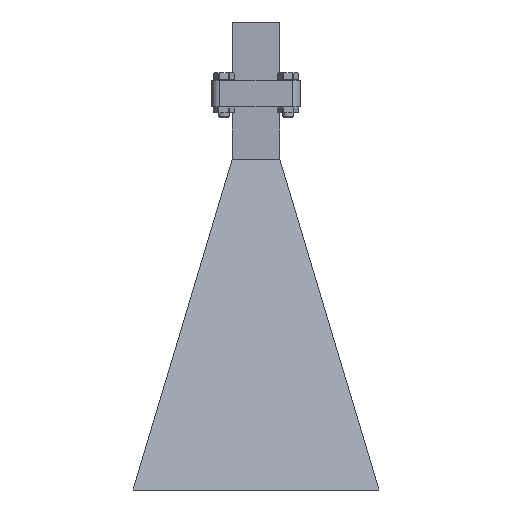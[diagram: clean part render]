
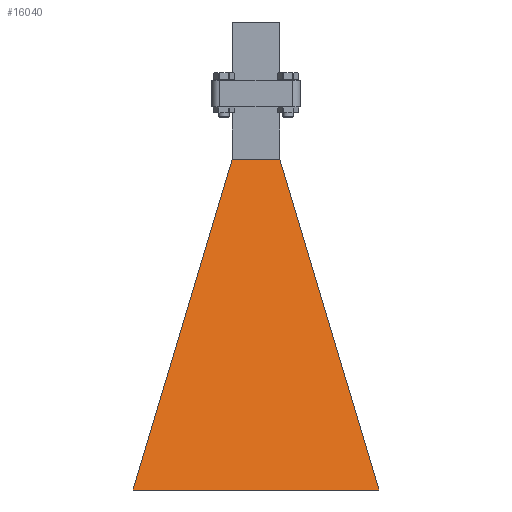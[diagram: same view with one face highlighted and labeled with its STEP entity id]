
A CAD part, front view. The second image highlights one B-rep face of the part: STEP entity #16040.
In plain terms, the highlighted planar face has unit normal (0, -0.971, 0.241).
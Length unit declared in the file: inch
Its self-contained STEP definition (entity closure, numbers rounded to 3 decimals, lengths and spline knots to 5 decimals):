
#841 = EDGE_LOOP ( 'NONE', ( #12482, #12885, #1308, #5852 ) ) ;
#916 = CARTESIAN_POINT ( 'NONE',  ( -1.83071, -1.41732, -5.90551 ) ) ;
#1308 = ORIENTED_EDGE ( 'NONE', *, *, #11502, .T. ) ;
#2836 = DIRECTION ( 'NONE',  ( 1., 0., 0. ) ) ;
#3300 = CARTESIAN_POINT ( 'NONE',  ( -1.83071, -1.41732, -5.90551 ) ) ;
#3504 = LINE ( 'NONE', #20935, #10467 ) ;
#5124 = LINE ( 'NONE', #12014, #7622 ) ;
#5852 = ORIENTED_EDGE ( 'NONE', *, *, #12720, .F. ) ;
#6451 = LINE ( 'NONE', #916, #13109 ) ;
#6783 = DIRECTION ( 'NONE',  ( 1., 0., 0. ) ) ;
#7060 = LINE ( 'NONE', #17128, #11087 ) ;
#7622 = VECTOR ( 'NONE', #12125, 39.37008 ) ;
#8534 = PLANE ( 'NONE',  #11617 ) ;
#8641 = DIRECTION ( 'NONE',  ( -0.28, 0.231, 0.932 ) ) ;
#8905 = VERTEX_POINT ( 'NONE', #15851 ) ;
#9088 = EDGE_CURVE ( 'NONE', #15024, #20574, #6451, .T. ) ;
#9252 = CARTESIAN_POINT ( 'NONE',  ( 1.83071, -1.41732, -5.90551 ) ) ;
#10467 = VECTOR ( 'NONE', #6783, 39.37008 ) ;
#11087 = VECTOR ( 'NONE', #8641, 39.37008 ) ;
#11502 = EDGE_CURVE ( 'NONE', #20574, #8905, #7060, .T. ) ;
#11617 = AXIS2_PLACEMENT_3D ( 'NONE', #11710, #15324, #22232 ) ;
#11710 = CARTESIAN_POINT ( 'NONE',  ( 0., -0.80709, -3.44488 ) ) ;
#12014 = CARTESIAN_POINT ( 'NONE',  ( -1.83071, -1.41732, -5.90551 ) ) ;
#12125 = DIRECTION ( 'NONE',  ( 0.28, 0.231, 0.932 ) ) ;
#12482 = ORIENTED_EDGE ( 'NONE', *, *, #13897, .F. ) ;
#12720 = EDGE_CURVE ( 'NONE', #19744, #8905, #3504, .T. ) ;
#12885 = ORIENTED_EDGE ( 'NONE', *, *, #9088, .T. ) ;
#13109 = VECTOR ( 'NONE', #2836, 39.37008 ) ;
#13897 = EDGE_CURVE ( 'NONE', #15024, #19744, #5124, .T. ) ;
#15024 = VERTEX_POINT ( 'NONE', #3300 ) ;
#15324 = DIRECTION ( 'NONE',  ( 0., -0.971, 0.241 ) ) ;
#15851 = CARTESIAN_POINT ( 'NONE',  ( 0.35433, -0.19685, -0.98425 ) ) ;
#15951 = CARTESIAN_POINT ( 'NONE',  ( -0.35433, -0.19685, -0.98425 ) ) ;
#16040 = ADVANCED_FACE ( 'NONE', ( #16909 ), #8534, .T. ) ;
#16909 = FACE_OUTER_BOUND ( 'NONE', #841, .T. ) ;
#17128 = CARTESIAN_POINT ( 'NONE',  ( 1.83071, -1.41732, -5.90551 ) ) ;
#19744 = VERTEX_POINT ( 'NONE', #15951 ) ;
#20574 = VERTEX_POINT ( 'NONE', #9252 ) ;
#20935 = CARTESIAN_POINT ( 'NONE',  ( -0.35433, -0.19685, -0.98425 ) ) ;
#22232 = DIRECTION ( 'NONE',  ( -1., 0., 0. ) ) ;
